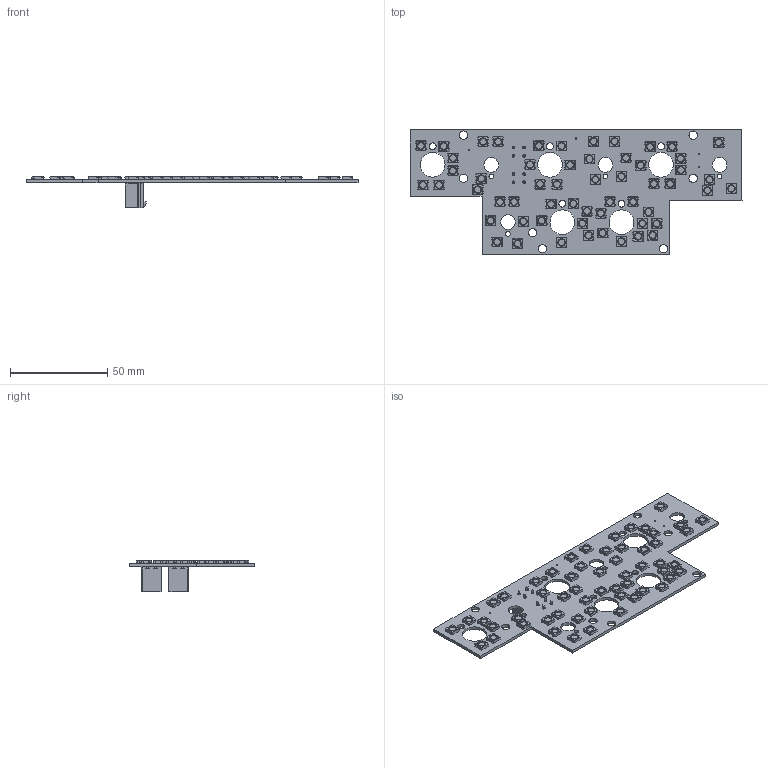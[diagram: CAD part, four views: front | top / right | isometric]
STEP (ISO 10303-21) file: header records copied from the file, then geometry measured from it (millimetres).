
FILE_DESCRIPTION(('KiCad electronic assembly'),'2;1');
FILE_NAME('HUD PANEL.step','2023-04-14T18:38:49',('Pcbnew'),('Kicad'), 'Open CASCADE STEP processor 7.6','KiCad to STEP converter','Unknown' );
FILE_SCHEMA(('AUTOMOTIVE_DESIGN { 1 0 10303 214 1 1 1 1 }'));
Length unit declared in the file: millimetre
Products named in the file (6): HUD PANEL 1; LED_WS2812B_PLCC4_5.0x5.0mm_P3.2mm; SOLID; Molex_Mini-Fit_Jr_5566-04A_2x02_P4.20mm_Vertical; PCB
Assembly tree (61 placements, depth 3):
  HUD PANEL 1
    LED_WS2812B_PLCC4_5.0x5.0mm_P3.2mm  x56
      SOLID
    Molex_Mini-Fit_Jr_5566-04A_2x02_P4.20mm_Vertical  x2
      SOLID
    PCB
Bounding box: 170.79 x 64.47 x 16.3 mm (x, y, z)
Volume: 15780.5 mm3; surface area: 25115.8 mm2
Topology: 59 solids, 59 shells, 4115 faces, 12083 edges, 7942 vertices
Faces by surface type: plane 2788, cylinder 1271, cone 56
Full cylindrical faces by diameter (mm): 0.7 x4, 1.4 x8, 2.38 x4, 3.333 x56, 3.572 x5, 4.3 x7, 7.54 x4, 12.7 x5
Entity records: 18429 total; most frequent: CARTESIAN_POINT 3609, DIRECTION 2685, LINE 1819, VECTOR 1819, ORIENTED_EDGE 1370, PCURVE 1370, DEFINITIONAL_REPRESENTATION 1370, EDGE_CURVE 685
